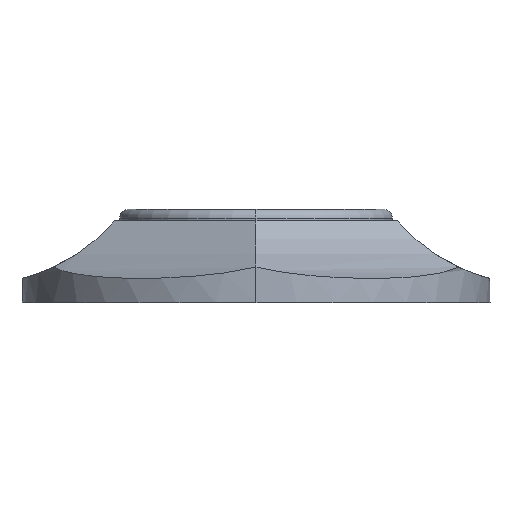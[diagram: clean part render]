
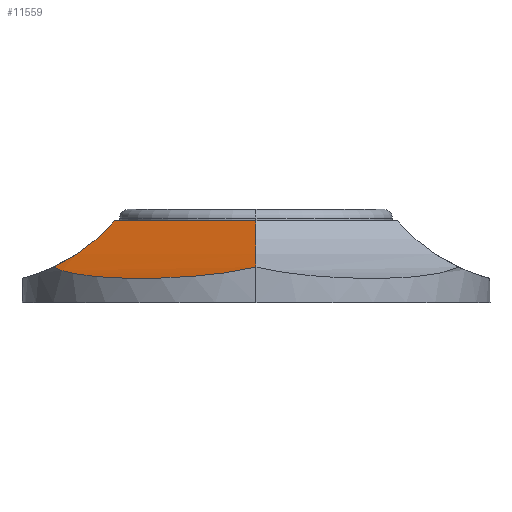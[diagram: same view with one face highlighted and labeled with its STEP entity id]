
A CAD part, left-side view. The second image highlights one B-rep face of the part: STEP entity #11559.
In plain terms, the highlighted cylindrical face has radius 29.997 mm (diameter 59.995 mm), a partial arc.
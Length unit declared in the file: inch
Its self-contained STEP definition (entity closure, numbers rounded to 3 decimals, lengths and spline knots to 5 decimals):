
#10617=DIRECTION('',(0.5,0.,-0.866));
#10618=VECTOR('',#10617,1.04484);
#10619=CARTESIAN_POINT('',(0.52242,0.525,0.90486));
#10620=LINE('',#10619,#10618);
#10642=CARTESIAN_POINT('',(0.75,0.22865,1.29904));
#10643=CARTESIAN_POINT('',(0.72762,0.24663,
1.26027));
#10644=CARTESIAN_POINT('',(0.68434,0.28652,
1.18531));
#10645=CARTESIAN_POINT('',(0.62442,0.35688,
1.08152));
#10646=CARTESIAN_POINT('',(0.56973,0.43689,
0.9868));
#10647=CARTESIAN_POINT('',(0.5375,0.49496,
0.93098));
#10648=CARTESIAN_POINT('',(0.52242,0.525,0.90486));
#10650=CARTESIAN_POINT('',(1.5,0.22865,0.));
#10651=CARTESIAN_POINT('',(1.45523,0.24663,0.));
#10652=CARTESIAN_POINT('',(1.36868,0.28652,0.));
#10653=CARTESIAN_POINT('',(1.24884,0.35688,0.));
#10654=CARTESIAN_POINT('',(1.13946,0.43689,0.));
#10655=CARTESIAN_POINT('',(1.075,0.49496,0.));
#10656=CARTESIAN_POINT('',(1.04484,0.525,0.));
#10776=CARTESIAN_POINT('',(1.5,0.22865,0.));
#10777=CARTESIAN_POINT('',(1.5,0.22204,0.02848));
#10778=CARTESIAN_POINT('',(1.49838,0.21008,
0.08586));
#10779=CARTESIAN_POINT('',(1.49084,0.19537,
0.1731));
#10780=CARTESIAN_POINT('',(1.47815,0.18366,
0.26008));
#10781=CARTESIAN_POINT('',(1.46057,0.17462,
0.34528));
#10782=CARTESIAN_POINT('',(1.43815,0.16769,
0.42935));
#10783=CARTESIAN_POINT('',(1.40945,0.16238,
0.51619));
#10784=CARTESIAN_POINT('',(1.37228,0.15857,
0.60867));
#10785=CARTESIAN_POINT('',(1.32371,0.15649,
0.70888));
#10786=CARTESIAN_POINT('',(1.25906,0.15671,
0.81909));
#10787=CARTESIAN_POINT('',(1.17611,0.16035,
0.93488));
#10788=CARTESIAN_POINT('',(1.07767,0.16857,
1.04694));
#10789=CARTESIAN_POINT('',(0.96916,0.1823,
1.14802));
#10790=CARTESIAN_POINT('',(0.85538,0.20259,
1.23467));
#10791=CARTESIAN_POINT('',(0.78437,0.21945,
1.27919));
#10792=CARTESIAN_POINT('',(0.75,0.22865,1.29904));
#11389=VERTEX_POINT('',#10642);
#11390=VERTEX_POINT('',#10648);
#11391=VERTEX_POINT('',#10650);
#11392=VERTEX_POINT('',#10656);
#11546=CARTESIAN_POINT('',(2.7848,1.3,-1.23142));
#11547=DIRECTION('',(0.5,0.,-0.866));
#11548=DIRECTION('',(-0.866,0.,-0.5));
#11549=AXIS2_PLACEMENT_3D('',#11546,#11547,#11548);
#11550=CYLINDRICAL_SURFACE('',#11549,1.181);
#11552=ORIENTED_EDGE('',*,*,#11551,.F.);
#11554=ORIENTED_EDGE('',*,*,#11553,.T.);
#11555=ORIENTED_EDGE('',*,*,#11539,.T.);
#11556=ORIENTED_EDGE('',*,*,#11504,.T.);
#11557=EDGE_LOOP('',(#11552,#11554,#11555,#11556));
#11558=FACE_OUTER_BOUND('',#11557,.F.);
#11559=ADVANCED_FACE('',(#11558),#11550,.F.);
#10649=B_SPLINE_CURVE_WITH_KNOTS('',3,(#10642,#10643,#10644,#10645,#10646,
#10647,#10648),.UNSPECIFIED.,.F.,.F.,(4,1,1,1,4),(0.,0.25,0.5,0.75,
1.),.UNSPECIFIED.);
#10657=B_SPLINE_CURVE_WITH_KNOTS('',3,(#10650,#10651,#10652,#10653,#10654,
#10655,#10656),.UNSPECIFIED.,.F.,.F.,(4,1,1,1,4),(0.,0.25,0.5,0.75,
1.),.UNSPECIFIED.);
#10793=B_SPLINE_CURVE_WITH_KNOTS('',3,(#10776,#10777,#10778,#10779,#10780,
#10781,#10782,#10783,#10784,#10785,#10786,#10787,#10788,#10789,#10790,#10791,
#10792),.UNSPECIFIED.,.F.,.F.,(4,1,1,1,1,1,1,1,1,1,1,1,1,1,4),(0.,
0.07143,0.14286,0.21429,0.28571,
0.35714,0.42857,0.5,0.57143,0.64286,
0.71429,0.78571,0.85714,0.92857,1.),
.UNSPECIFIED.);
#11504=EDGE_CURVE('',#11390,#11392,#10620,.T.);
#11539=EDGE_CURVE('',#11389,#11390,#10649,.T.);
#11551=EDGE_CURVE('',#11391,#11392,#10657,.T.);
#11553=EDGE_CURVE('',#11391,#11389,#10793,.T.);
